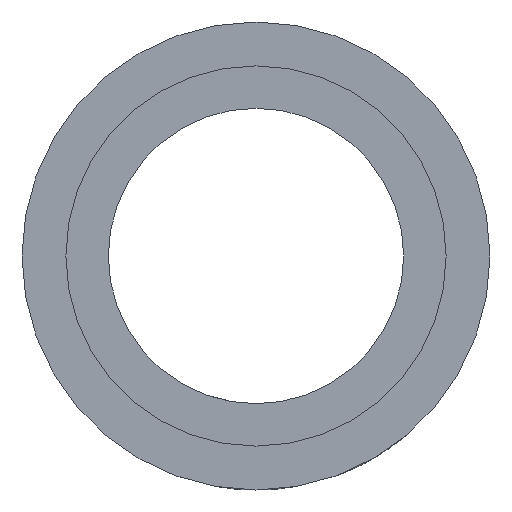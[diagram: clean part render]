
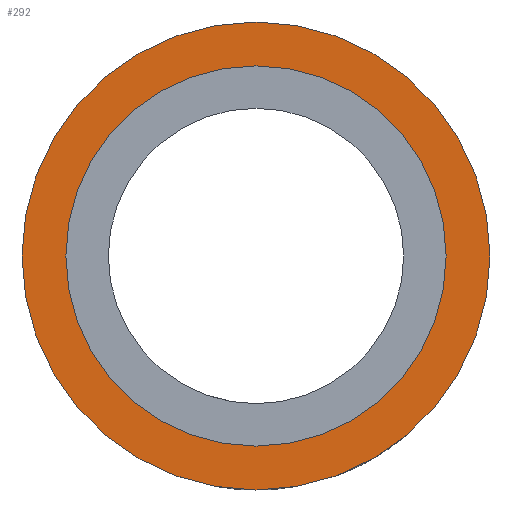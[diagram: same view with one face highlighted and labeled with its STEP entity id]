
A CAD part, front view. The second image highlights one B-rep face of the part: STEP entity #292.
In plain terms, the highlighted planar face has unit normal (0, -1, 0).
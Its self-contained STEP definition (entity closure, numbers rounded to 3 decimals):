
#32=FACE_BOUND('',#81,.T.);
#38=PLANE('',#339);
#54=FACE_OUTER_BOUND('',#80,.T.);
#80=EDGE_LOOP('',(#259));
#81=EDGE_LOOP('',(#260));
#99=CIRCLE('',#335,16.);
#101=CIRCLE('',#340,13.);
#149=VERTEX_POINT('',#694);
#151=VERTEX_POINT('',#703);
#184=EDGE_CURVE('',#149,#149,#99,.T.);
#188=EDGE_CURVE('',#151,#151,#101,.T.);
#259=ORIENTED_EDGE('',*,*,#184,.F.);
#260=ORIENTED_EDGE('',*,*,#188,.T.);
#292=ADVANCED_FACE('',(#54,#32),#38,.T.);
#335=AXIS2_PLACEMENT_3D('',#695,#407,#408);
#339=AXIS2_PLACEMENT_3D('',#702,#417,#418);
#340=AXIS2_PLACEMENT_3D('',#704,#419,#420);
#407=DIRECTION('center_axis',(0.,1.,0.));
#408=DIRECTION('ref_axis',(1.,0.,0.));
#417=DIRECTION('center_axis',(0.,-1.,0.));
#418=DIRECTION('ref_axis',(0.,0.,-1.));
#419=DIRECTION('center_axis',(0.,1.,0.));
#420=DIRECTION('ref_axis',(1.,0.,0.));
#694=CARTESIAN_POINT('',(98.982,-221.95,66.446));
#695=CARTESIAN_POINT('Origin',(114.982,-221.95,66.446));
#702=CARTESIAN_POINT('Origin',(114.982,-221.95,66.446));
#703=CARTESIAN_POINT('',(101.982,-221.95,66.446));
#704=CARTESIAN_POINT('Origin',(114.982,-221.95,66.446));
